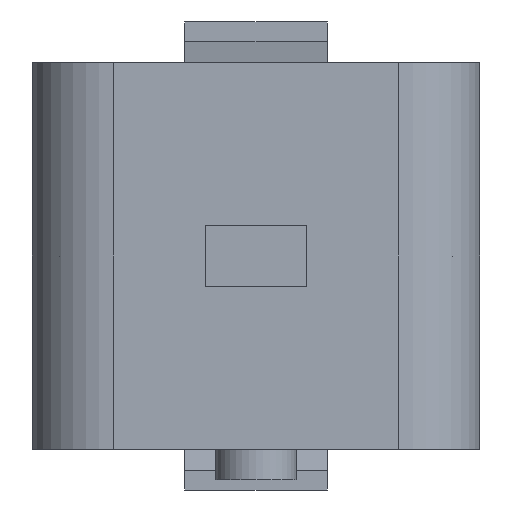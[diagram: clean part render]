
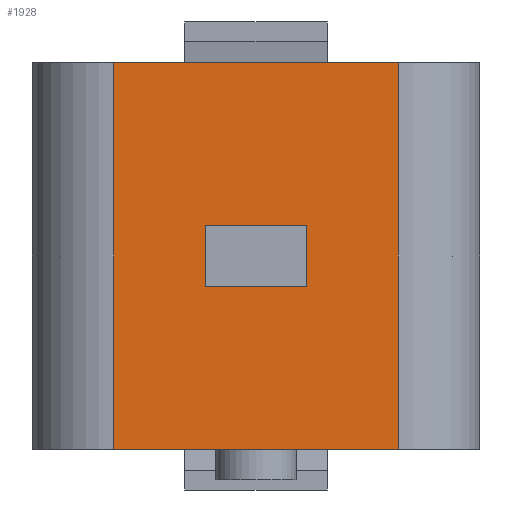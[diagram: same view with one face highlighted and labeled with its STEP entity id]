
A CAD part, front view. The second image highlights one B-rep face of the part: STEP entity #1928.
In plain terms, the highlighted planar face has unit normal (0, -1, 0).
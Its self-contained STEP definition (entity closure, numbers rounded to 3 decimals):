
#44 = PLANE('',#45);
#45 = AXIS2_PLACEMENT_3D('',#46,#47,#48);
#46 = CARTESIAN_POINT('',(0.,-13.422,-9.5));
#47 = DIRECTION('',(-0.,0.,-1.));
#48 = DIRECTION('',(0.,-1.,0.));
#72 = CYLINDRICAL_SURFACE('',#73,4.);
#73 = AXIS2_PLACEMENT_3D('',#74,#75,#76);
#74 = CARTESIAN_POINT('',(-7.,-33.,-9.5));
#75 = DIRECTION('',(0.,0.,1.));
#76 = DIRECTION('',(-1.,0.,0.));
#100 = PLANE('',#101);
#101 = AXIS2_PLACEMENT_3D('',#102,#103,#104);
#102 = CARTESIAN_POINT('',(0.,-13.422,9.5));
#103 = DIRECTION('',(0.,0.,1.));
#104 = DIRECTION('',(0.,1.,0.));
#380 = VERTEX_POINT('',#381);
#381 = CARTESIAN_POINT('',(7.,-37.,-9.5));
#400 = CYLINDRICAL_SURFACE('',#401,4.);
#401 = AXIS2_PLACEMENT_3D('',#402,#403,#404);
#402 = CARTESIAN_POINT('',(7.,-33.,-9.5));
#403 = DIRECTION('',(0.,0.,1.));
#404 = DIRECTION('',(0.,-1.,0.));
#412 = EDGE_CURVE('',#380,#413,#415,.T.);
#413 = VERTEX_POINT('',#414);
#414 = CARTESIAN_POINT('',(-7.,-37.,-9.5));
#415 = SURFACE_CURVE('',#416,(#420,#427),.PCURVE_S1.);
#416 = LINE('',#417,#418);
#417 = CARTESIAN_POINT('',(11.,-37.,-9.5));
#418 = VECTOR('',#419,1.);
#419 = DIRECTION('',(-1.,0.,0.));
#420 = PCURVE('',#44,#421);
#421 = DEFINITIONAL_REPRESENTATION('',(#422),#426);
#422 = LINE('',#423,#424);
#423 = CARTESIAN_POINT('',(23.578,-11.));
#424 = VECTOR('',#425,1.);
#425 = DIRECTION('',(0.,1.));
#426 = ( GEOMETRIC_REPRESENTATION_CONTEXT(2) 
PARAMETRIC_REPRESENTATION_CONTEXT() REPRESENTATION_CONTEXT('2D SPACE',''
  ) );
#427 = PCURVE('',#428,#433);
#428 = PLANE('',#429);
#429 = AXIS2_PLACEMENT_3D('',#430,#431,#432);
#430 = CARTESIAN_POINT('',(11.,-37.,-9.5));
#431 = DIRECTION('',(0.,-1.,0.));
#432 = DIRECTION('',(-1.,0.,0.));
#433 = DEFINITIONAL_REPRESENTATION('',(#434),#438);
#434 = LINE('',#435,#436);
#435 = CARTESIAN_POINT('',(0.,-0.));
#436 = VECTOR('',#437,1.);
#437 = DIRECTION('',(1.,0.));
#438 = ( GEOMETRIC_REPRESENTATION_CONTEXT(2) 
PARAMETRIC_REPRESENTATION_CONTEXT() REPRESENTATION_CONTEXT('2D SPACE',''
  ) );
#1157 = EDGE_CURVE('',#413,#1158,#1160,.T.);
#1158 = VERTEX_POINT('',#1159);
#1159 = CARTESIAN_POINT('',(-7.,-37.,9.5));
#1160 = SURFACE_CURVE('',#1161,(#1165,#1172),.PCURVE_S1.);
#1161 = LINE('',#1162,#1163);
#1162 = CARTESIAN_POINT('',(-7.,-37.,-9.5));
#1163 = VECTOR('',#1164,1.);
#1164 = DIRECTION('',(0.,0.,1.));
#1165 = PCURVE('',#72,#1166);
#1166 = DEFINITIONAL_REPRESENTATION('',(#1167),#1171);
#1167 = LINE('',#1168,#1169);
#1168 = CARTESIAN_POINT('',(1.571,0.));
#1169 = VECTOR('',#1170,1.);
#1170 = DIRECTION('',(0.,1.));
#1171 = ( GEOMETRIC_REPRESENTATION_CONTEXT(2) 
PARAMETRIC_REPRESENTATION_CONTEXT() REPRESENTATION_CONTEXT('2D SPACE',''
  ) );
#1172 = PCURVE('',#428,#1173);
#1173 = DEFINITIONAL_REPRESENTATION('',(#1174),#1178);
#1174 = LINE('',#1175,#1176);
#1175 = CARTESIAN_POINT('',(18.,0.));
#1176 = VECTOR('',#1177,1.);
#1177 = DIRECTION('',(0.,-1.));
#1178 = ( GEOMETRIC_REPRESENTATION_CONTEXT(2) 
PARAMETRIC_REPRESENTATION_CONTEXT() REPRESENTATION_CONTEXT('2D SPACE',''
  ) );
#1269 = EDGE_CURVE('',#1270,#1158,#1272,.T.);
#1270 = VERTEX_POINT('',#1271);
#1271 = CARTESIAN_POINT('',(7.,-37.,9.5));
#1272 = SURFACE_CURVE('',#1273,(#1277,#1284),.PCURVE_S1.);
#1273 = LINE('',#1274,#1275);
#1274 = CARTESIAN_POINT('',(11.,-37.,9.5));
#1275 = VECTOR('',#1276,1.);
#1276 = DIRECTION('',(-1.,0.,0.));
#1277 = PCURVE('',#100,#1278);
#1278 = DEFINITIONAL_REPRESENTATION('',(#1279),#1283);
#1279 = LINE('',#1280,#1281);
#1280 = CARTESIAN_POINT('',(-23.578,-11.));
#1281 = VECTOR('',#1282,1.);
#1282 = DIRECTION('',(0.,1.));
#1283 = ( GEOMETRIC_REPRESENTATION_CONTEXT(2) 
PARAMETRIC_REPRESENTATION_CONTEXT() REPRESENTATION_CONTEXT('2D SPACE',''
  ) );
#1284 = PCURVE('',#428,#1285);
#1285 = DEFINITIONAL_REPRESENTATION('',(#1286),#1290);
#1286 = LINE('',#1287,#1288);
#1287 = CARTESIAN_POINT('',(0.,-19.));
#1288 = VECTOR('',#1289,1.);
#1289 = DIRECTION('',(1.,0.));
#1290 = ( GEOMETRIC_REPRESENTATION_CONTEXT(2) 
PARAMETRIC_REPRESENTATION_CONTEXT() REPRESENTATION_CONTEXT('2D SPACE',''
  ) );
#1928 = ADVANCED_FACE('',(#1929,#1955),#428,.T.);
#1929 = FACE_BOUND('',#1930,.T.);
#1930 = EDGE_LOOP('',(#1931,#1932,#1953,#1954));
#1931 = ORIENTED_EDGE('',*,*,#412,.F.);
#1932 = ORIENTED_EDGE('',*,*,#1933,.T.);
#1933 = EDGE_CURVE('',#380,#1270,#1934,.T.);
#1934 = SURFACE_CURVE('',#1935,(#1939,#1946),.PCURVE_S1.);
#1935 = LINE('',#1936,#1937);
#1936 = CARTESIAN_POINT('',(7.,-37.,-9.5));
#1937 = VECTOR('',#1938,1.);
#1938 = DIRECTION('',(0.,0.,1.));
#1939 = PCURVE('',#428,#1940);
#1940 = DEFINITIONAL_REPRESENTATION('',(#1941),#1945);
#1941 = LINE('',#1942,#1943);
#1942 = CARTESIAN_POINT('',(4.,0.));
#1943 = VECTOR('',#1944,1.);
#1944 = DIRECTION('',(0.,-1.));
#1945 = ( GEOMETRIC_REPRESENTATION_CONTEXT(2) 
PARAMETRIC_REPRESENTATION_CONTEXT() REPRESENTATION_CONTEXT('2D SPACE',''
  ) );
#1946 = PCURVE('',#400,#1947);
#1947 = DEFINITIONAL_REPRESENTATION('',(#1948),#1952);
#1948 = LINE('',#1949,#1950);
#1949 = CARTESIAN_POINT('',(0.,0.));
#1950 = VECTOR('',#1951,1.);
#1951 = DIRECTION('',(0.,1.));
#1952 = ( GEOMETRIC_REPRESENTATION_CONTEXT(2) 
PARAMETRIC_REPRESENTATION_CONTEXT() REPRESENTATION_CONTEXT('2D SPACE',''
  ) );
#1953 = ORIENTED_EDGE('',*,*,#1269,.T.);
#1954 = ORIENTED_EDGE('',*,*,#1157,.F.);
#1955 = FACE_BOUND('',#1956,.T.);
#1956 = EDGE_LOOP('',(#1957,#1987,#2015,#2043));
#1957 = ORIENTED_EDGE('',*,*,#1958,.F.);
#1958 = EDGE_CURVE('',#1959,#1961,#1963,.T.);
#1959 = VERTEX_POINT('',#1960);
#1960 = CARTESIAN_POINT('',(-2.5,-37.,-1.5));
#1961 = VERTEX_POINT('',#1962);
#1962 = CARTESIAN_POINT('',(2.5,-37.,-1.5));
#1963 = SURFACE_CURVE('',#1964,(#1968,#1975),.PCURVE_S1.);
#1964 = LINE('',#1965,#1966);
#1965 = CARTESIAN_POINT('',(-2.5,-37.,-1.5));
#1966 = VECTOR('',#1967,1.);
#1967 = DIRECTION('',(1.,0.,0.));
#1968 = PCURVE('',#428,#1969);
#1969 = DEFINITIONAL_REPRESENTATION('',(#1970),#1974);
#1970 = LINE('',#1971,#1972);
#1971 = CARTESIAN_POINT('',(13.5,-8.));
#1972 = VECTOR('',#1973,1.);
#1973 = DIRECTION('',(-1.,-0.));
#1974 = ( GEOMETRIC_REPRESENTATION_CONTEXT(2) 
PARAMETRIC_REPRESENTATION_CONTEXT() REPRESENTATION_CONTEXT('2D SPACE',''
  ) );
#1975 = PCURVE('',#1976,#1981);
#1976 = PLANE('',#1977);
#1977 = AXIS2_PLACEMENT_3D('',#1978,#1979,#1980);
#1978 = CARTESIAN_POINT('',(0.,-39.5,-1.5));
#1979 = DIRECTION('',(-0.,-0.,-1.));
#1980 = DIRECTION('',(-1.,0.,0.));
#1981 = DEFINITIONAL_REPRESENTATION('',(#1982),#1986);
#1982 = LINE('',#1983,#1984);
#1983 = CARTESIAN_POINT('',(2.5,2.5));
#1984 = VECTOR('',#1985,1.);
#1985 = DIRECTION('',(-1.,0.));
#1986 = ( GEOMETRIC_REPRESENTATION_CONTEXT(2) 
PARAMETRIC_REPRESENTATION_CONTEXT() REPRESENTATION_CONTEXT('2D SPACE',''
  ) );
#1987 = ORIENTED_EDGE('',*,*,#1988,.T.);
#1988 = EDGE_CURVE('',#1959,#1989,#1991,.T.);
#1989 = VERTEX_POINT('',#1990);
#1990 = CARTESIAN_POINT('',(-2.5,-37.,1.5));
#1991 = SURFACE_CURVE('',#1992,(#1996,#2003),.PCURVE_S1.);
#1992 = LINE('',#1993,#1994);
#1993 = CARTESIAN_POINT('',(-2.5,-37.,-1.5));
#1994 = VECTOR('',#1995,1.);
#1995 = DIRECTION('',(0.,0.,1.));
#1996 = PCURVE('',#428,#1997);
#1997 = DEFINITIONAL_REPRESENTATION('',(#1998),#2002);
#1998 = LINE('',#1999,#2000);
#1999 = CARTESIAN_POINT('',(13.5,-8.));
#2000 = VECTOR('',#2001,1.);
#2001 = DIRECTION('',(0.,-1.));
#2002 = ( GEOMETRIC_REPRESENTATION_CONTEXT(2) 
PARAMETRIC_REPRESENTATION_CONTEXT() REPRESENTATION_CONTEXT('2D SPACE',''
  ) );
#2003 = PCURVE('',#2004,#2009);
#2004 = PLANE('',#2005);
#2005 = AXIS2_PLACEMENT_3D('',#2006,#2007,#2008);
#2006 = CARTESIAN_POINT('',(-2.5,-42.,-1.5));
#2007 = DIRECTION('',(-1.,0.,0.));
#2008 = DIRECTION('',(0.,1.,0.));
#2009 = DEFINITIONAL_REPRESENTATION('',(#2010),#2014);
#2010 = LINE('',#2011,#2012);
#2011 = CARTESIAN_POINT('',(5.,0.));
#2012 = VECTOR('',#2013,1.);
#2013 = DIRECTION('',(0.,-1.));
#2014 = ( GEOMETRIC_REPRESENTATION_CONTEXT(2) 
PARAMETRIC_REPRESENTATION_CONTEXT() REPRESENTATION_CONTEXT('2D SPACE',''
  ) );
#2015 = ORIENTED_EDGE('',*,*,#2016,.T.);
#2016 = EDGE_CURVE('',#1989,#2017,#2019,.T.);
#2017 = VERTEX_POINT('',#2018);
#2018 = CARTESIAN_POINT('',(2.5,-37.,1.5));
#2019 = SURFACE_CURVE('',#2020,(#2024,#2031),.PCURVE_S1.);
#2020 = LINE('',#2021,#2022);
#2021 = CARTESIAN_POINT('',(-2.5,-37.,1.5));
#2022 = VECTOR('',#2023,1.);
#2023 = DIRECTION('',(1.,0.,0.));
#2024 = PCURVE('',#428,#2025);
#2025 = DEFINITIONAL_REPRESENTATION('',(#2026),#2030);
#2026 = LINE('',#2027,#2028);
#2027 = CARTESIAN_POINT('',(13.5,-11.));
#2028 = VECTOR('',#2029,1.);
#2029 = DIRECTION('',(-1.,-0.));
#2030 = ( GEOMETRIC_REPRESENTATION_CONTEXT(2) 
PARAMETRIC_REPRESENTATION_CONTEXT() REPRESENTATION_CONTEXT('2D SPACE',''
  ) );
#2031 = PCURVE('',#2032,#2037);
#2032 = PLANE('',#2033);
#2033 = AXIS2_PLACEMENT_3D('',#2034,#2035,#2036);
#2034 = CARTESIAN_POINT('',(0.,-39.5,1.5));
#2035 = DIRECTION('',(-0.,-0.,-1.));
#2036 = DIRECTION('',(-1.,0.,0.));
#2037 = DEFINITIONAL_REPRESENTATION('',(#2038),#2042);
#2038 = LINE('',#2039,#2040);
#2039 = CARTESIAN_POINT('',(2.5,2.5));
#2040 = VECTOR('',#2041,1.);
#2041 = DIRECTION('',(-1.,0.));
#2042 = ( GEOMETRIC_REPRESENTATION_CONTEXT(2) 
PARAMETRIC_REPRESENTATION_CONTEXT() REPRESENTATION_CONTEXT('2D SPACE',''
  ) );
#2043 = ORIENTED_EDGE('',*,*,#2044,.F.);
#2044 = EDGE_CURVE('',#1961,#2017,#2045,.T.);
#2045 = SURFACE_CURVE('',#2046,(#2050,#2057),.PCURVE_S1.);
#2046 = LINE('',#2047,#2048);
#2047 = CARTESIAN_POINT('',(2.5,-37.,-1.5));
#2048 = VECTOR('',#2049,1.);
#2049 = DIRECTION('',(0.,0.,1.));
#2050 = PCURVE('',#428,#2051);
#2051 = DEFINITIONAL_REPRESENTATION('',(#2052),#2056);
#2052 = LINE('',#2053,#2054);
#2053 = CARTESIAN_POINT('',(8.5,-8.));
#2054 = VECTOR('',#2055,1.);
#2055 = DIRECTION('',(0.,-1.));
#2056 = ( GEOMETRIC_REPRESENTATION_CONTEXT(2) 
PARAMETRIC_REPRESENTATION_CONTEXT() REPRESENTATION_CONTEXT('2D SPACE',''
  ) );
#2057 = PCURVE('',#2058,#2063);
#2058 = PLANE('',#2059);
#2059 = AXIS2_PLACEMENT_3D('',#2060,#2061,#2062);
#2060 = CARTESIAN_POINT('',(2.5,-37.,-1.5));
#2061 = DIRECTION('',(1.,0.,0.));
#2062 = DIRECTION('',(0.,-1.,0.));
#2063 = DEFINITIONAL_REPRESENTATION('',(#2064),#2068);
#2064 = LINE('',#2065,#2066);
#2065 = CARTESIAN_POINT('',(0.,0.));
#2066 = VECTOR('',#2067,1.);
#2067 = DIRECTION('',(0.,-1.));
#2068 = ( GEOMETRIC_REPRESENTATION_CONTEXT(2) 
PARAMETRIC_REPRESENTATION_CONTEXT() REPRESENTATION_CONTEXT('2D SPACE',''
  ) );
